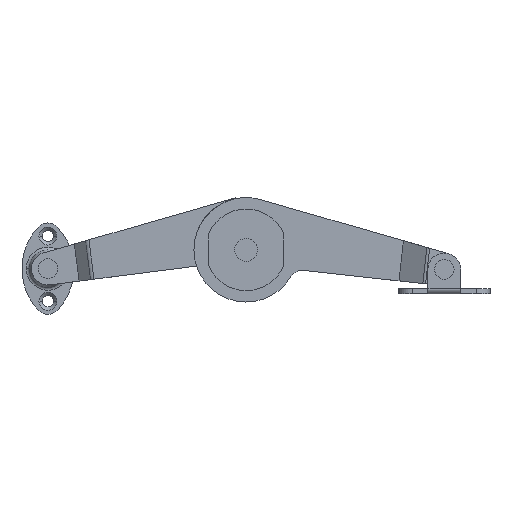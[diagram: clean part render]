
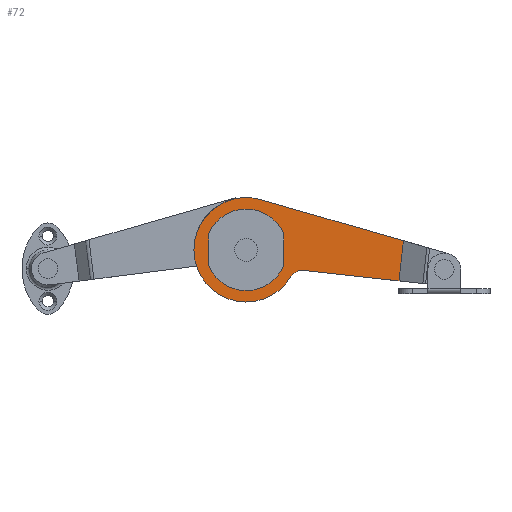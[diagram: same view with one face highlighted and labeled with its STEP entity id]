
A CAD part, top view. The second image highlights one B-rep face of the part: STEP entity #72.
In plain terms, the highlighted planar face has unit normal (0, 0, 1).
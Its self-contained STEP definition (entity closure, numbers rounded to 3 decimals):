
#72 = ADVANCED_FACE ( 'NONE', ( #4846, #4887 ), #749, .T. ) ;
#339 = EDGE_LOOP ( 'NONE', ( #5102, #5173, #5084, #5240, #5192, #5156 ) ) ;
#372 = EDGE_LOOP ( 'NONE', ( #5155, #5244, #5040, #5163 ) ) ;
#638 = VERTEX_POINT ( 'NONE', #1634 ) ;
#645 = VERTEX_POINT ( 'NONE', #1641 ) ;
#646 = VERTEX_POINT ( 'NONE', #1642 ) ;
#650 = VERTEX_POINT ( 'NONE', #1646 ) ;
#654 = VERTEX_POINT ( 'NONE', #1650 ) ;
#656 = VERTEX_POINT ( 'NONE', #1652 ) ;
#658 = VERTEX_POINT ( 'NONE', #1654 ) ;
#666 = VERTEX_POINT ( 'NONE', #1662 ) ;
#672 = VERTEX_POINT ( 'NONE', #1668 ) ;
#678 = VERTEX_POINT ( 'NONE', #1674 ) ;
#749 = PLANE ( 'NONE',  #4908 ) ;
#750 = CARTESIAN_POINT ( 'NONE',  ( -22.078, -17.679, 1.6 ) ) ;
#751 = DIRECTION ( 'NONE',  ( 0., 0., 1. ) ) ;
#752 = DIRECTION ( 'NONE',  ( 1., 0., 0. ) ) ;
#979 = CIRCLE ( 'NONE', #3645, 12.5 ) ;
#986 = CIRCLE ( 'NONE', #3657, 4. ) ;
#991 = CIRCLE ( 'NONE', #3677, 12.5 ) ;
#994 = CIRCLE ( 'NONE', #3679, 16. ) ;
#996 = CIRCLE ( 'NONE', #3693, 16. ) ;
#1634 = CARTESIAN_POINT ( 'NONE',  ( -11.5, 4.899, 1.6 ) ) ;
#1641 = CARTESIAN_POINT ( 'NONE',  ( 4.419, 15.378, 1.6 ) ) ;
#1642 = CARTESIAN_POINT ( 'NONE',  ( 11.5, -4.899, 1.6 ) ) ;
#1646 = CARTESIAN_POINT ( 'NONE',  ( 46.828, -9.511, 1.6 ) ) ;
#1650 = CARTESIAN_POINT ( 'NONE',  ( 17.587, -6.31, 1.6 ) ) ;
#1652 = CARTESIAN_POINT ( 'NONE',  ( -16., 0., 1.6 ) ) ;
#1654 = CARTESIAN_POINT ( 'NONE',  ( 11.5, 4.899, 1.6 ) ) ;
#1662 = CARTESIAN_POINT ( 'NONE',  ( -11.5, -4.899, 1.6 ) ) ;
#1668 = CARTESIAN_POINT ( 'NONE',  ( 13.721, -8.229, 1.6 ) ) ;
#1674 = CARTESIAN_POINT ( 'NONE',  ( 48.19, 2.798, 1.6 ) ) ;
#3644 = VECTOR ( 'NONE', #3924, 1000. ) ;
#3645 = AXIS2_PLACEMENT_3D ( 'NONE', #3918, #3928, #3929 ) ;
#3657 = AXIS2_PLACEMENT_3D ( 'NONE', #3994, #3995, #3996 ) ;
#3659 = VECTOR ( 'NONE', #3973, 1000. ) ;
#3677 = AXIS2_PLACEMENT_3D ( 'NONE', #4031, #4032, #4033 ) ;
#3679 = AXIS2_PLACEMENT_3D ( 'NONE', #4049, #4056, #4057 ) ;
#3683 = VECTOR ( 'NONE', #4046, 1000. ) ;
#3685 = VECTOR ( 'NONE', #4055, 1000. ) ;
#3687 = VECTOR ( 'NONE', #4061, 1000. ) ;
#3693 = AXIS2_PLACEMENT_3D ( 'NONE', #4081, #4085, #4086 ) ;
#3918 = CARTESIAN_POINT ( 'NONE',  ( 0., 0., 1.6 ) ) ;
#3922 = LINE ( 'NONE', #3923, #3644 ) ;
#3923 = CARTESIAN_POINT ( 'NONE',  ( 11.5, 4.899, 1.6 ) ) ;
#3924 = DIRECTION ( 'NONE',  ( 0., 1., 0. ) ) ;
#3928 = DIRECTION ( 'NONE',  ( 0., 0., 1. ) ) ;
#3929 = DIRECTION ( 'NONE',  ( 1., 0., 0. ) ) ;
#3971 = LINE ( 'NONE', #3972, #3659 ) ;
#3972 = CARTESIAN_POINT ( 'NONE',  ( -11.281, 19.89, 1.6 ) ) ;
#3973 = DIRECTION ( 'NONE',  ( 0.961, -0.276, 0. ) ) ;
#3994 = CARTESIAN_POINT ( 'NONE',  ( 17.152, -10.287, 1.6 ) ) ;
#3995 = DIRECTION ( 'NONE',  ( 0., 0., -1. ) ) ;
#3996 = DIRECTION ( 'NONE',  ( 1., 0., 0. ) ) ;
#4031 = CARTESIAN_POINT ( 'NONE',  ( 0., 0., 1.6 ) ) ;
#4032 = DIRECTION ( 'NONE',  ( 0., 0., 1. ) ) ;
#4033 = DIRECTION ( 'NONE',  ( 1., 0., 0. ) ) ;
#4044 = LINE ( 'NONE', #4045, #3683 ) ;
#4045 = CARTESIAN_POINT ( 'NONE',  ( 45.102, -25.112, 1.6 ) ) ;
#4046 = DIRECTION ( 'NONE',  ( 0.11, 0.994, 0. ) ) ;
#4049 = CARTESIAN_POINT ( 'NONE',  ( 0., 0., 1.6 ) ) ;
#4053 = LINE ( 'NONE', #4054, #3685 ) ;
#4054 = CARTESIAN_POINT ( 'NONE',  ( -20.379, -2.155, 1.6 ) ) ;
#4055 = DIRECTION ( 'NONE',  ( -0.994, 0.109, 0. ) ) ;
#4056 = DIRECTION ( 'NONE',  ( 0., 0., -1. ) ) ;
#4057 = DIRECTION ( 'NONE',  ( 1., 0., 0. ) ) ;
#4059 = LINE ( 'NONE', #4060, #3687 ) ;
#4060 = CARTESIAN_POINT ( 'NONE',  ( -11.5, 4.899, 1.6 ) ) ;
#4061 = DIRECTION ( 'NONE',  ( 0., -1., 0. ) ) ;
#4081 = CARTESIAN_POINT ( 'NONE',  ( 0., 0., 1.6 ) ) ;
#4085 = DIRECTION ( 'NONE',  ( 0., 0., -1. ) ) ;
#4086 = DIRECTION ( 'NONE',  ( 1., 0., 0. ) ) ;
#4726 = EDGE_CURVE ( 'NONE', #646, #658, #3922, .T. ) ;
#4728 = EDGE_CURVE ( 'NONE', #666, #646, #979, .T. ) ;
#4742 = EDGE_CURVE ( 'NONE', #645, #678, #3971, .T. ) ;
#4750 = EDGE_CURVE ( 'NONE', #672, #654, #986, .T. ) ;
#4762 = EDGE_CURVE ( 'NONE', #658, #638, #991, .T. ) ;
#4766 = EDGE_CURVE ( 'NONE', #650, #678, #4044, .T. ) ;
#4769 = EDGE_CURVE ( 'NONE', #650, #654, #4053, .T. ) ;
#4770 = EDGE_CURVE ( 'NONE', #672, #656, #994, .T. ) ;
#4771 = EDGE_CURVE ( 'NONE', #638, #666, #4059, .T. ) ;
#4779 = EDGE_CURVE ( 'NONE', #656, #645, #996, .T. ) ;
#4846 = FACE_OUTER_BOUND ( 'NONE', #339, .T. ) ;
#4887 = FACE_BOUND ( 'NONE', #372, .T. ) ;
#4908 = AXIS2_PLACEMENT_3D ( 'NONE', #750, #751, #752 ) ;
#5040 = ORIENTED_EDGE ( 'NONE', *, *, #4771, .F. ) ;
#5084 = ORIENTED_EDGE ( 'NONE', *, *, #4742, .F. ) ;
#5102 = ORIENTED_EDGE ( 'NONE', *, *, #4769, .F. ) ;
#5155 = ORIENTED_EDGE ( 'NONE', *, *, #4726, .F. ) ;
#5156 = ORIENTED_EDGE ( 'NONE', *, *, #4750, .T. ) ;
#5163 = ORIENTED_EDGE ( 'NONE', *, *, #4762, .F. ) ;
#5173 = ORIENTED_EDGE ( 'NONE', *, *, #4766, .T. ) ;
#5192 = ORIENTED_EDGE ( 'NONE', *, *, #4770, .F. ) ;
#5240 = ORIENTED_EDGE ( 'NONE', *, *, #4779, .F. ) ;
#5244 = ORIENTED_EDGE ( 'NONE', *, *, #4728, .F. ) ;
